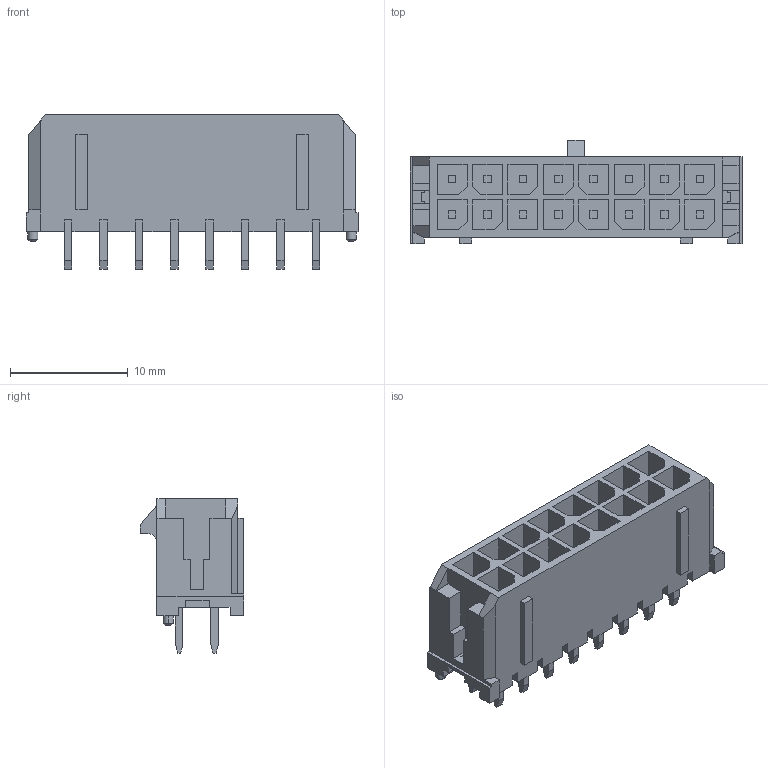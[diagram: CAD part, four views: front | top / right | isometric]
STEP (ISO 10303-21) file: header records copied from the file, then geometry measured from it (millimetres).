
FILE_DESCRIPTION((''),'2;1');
FILE_NAME('430451628','2016-02-03T',('me'),(''),'PRO/ENGINEER BY PARAMETRIC TECHNOLOGY CORPORATION, 2011490','PRO/ENGINEER BY PARAMETRIC TECHNOLOGY CORPORATION, 2011490','');
FILE_SCHEMA(('CONFIG_CONTROL_DESIGN'));
Length unit declared in the file: millimetre
Products named in the file (1): 430451628
Bounding box: 28.15 x 8.77 x 13.09 mm (x, y, z)
Volume: 1115.5 mm3; surface area: 2557.5 mm2
Topology: 1 solids, 1 shells, 507 faces, 1327 edges, 864 vertices
Faces by surface type: plane 498, cylinder 5, cone 4
Entity records: 15194 total; most frequent: CARTESIAN_POINT 2691, ORIENTED_EDGE 2646, DIRECTION 2357, EDGE_CURVE 1323, VECTOR 1313, LINE 1313, VERTEX_POINT 856, EDGE_LOOP 545
